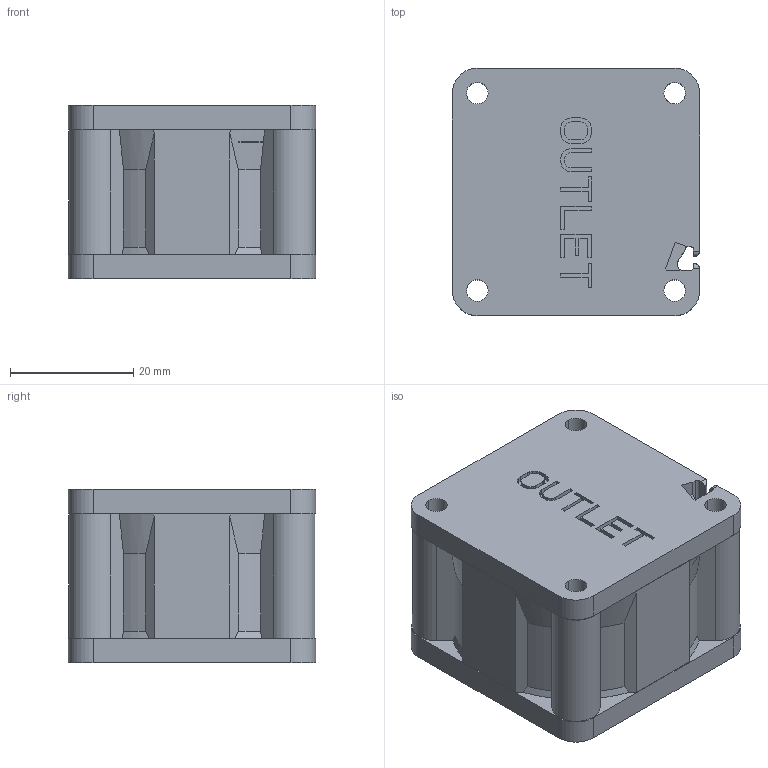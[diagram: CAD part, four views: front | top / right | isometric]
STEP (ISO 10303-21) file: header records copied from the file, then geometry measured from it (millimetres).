
FILE_DESCRIPTION((''),'2;1');
FILE_NAME('410022740004','2017-05-04T',('yiliang.gong'),(''),'CREO PARAMETRIC BY PTC INC, 2015080','CREO PARAMETRIC BY PTC INC, 2015080','');
FILE_SCHEMA(('CONFIG_CONTROL_DESIGN'));
Length unit declared in the file: millimetre
Products named in the file (1): 410022740004
Bounding box: 40.1 x 40.1 x 28.2 mm (x, y, z)
Volume: 40962.2 mm3; surface area: 9568.6 mm2
Topology: 1 solids, 2 shells, 288 faces, 823 edges, 553 vertices
Faces by surface type: plane 230, cylinder 42, cone 15, bspline 1
Entity records: 9489 total; most frequent: CARTESIAN_POINT 1893, ORIENTED_EDGE 1646, DIRECTION 1448, EDGE_CURVE 823, VECTOR 670, LINE 670, VERTEX_POINT 553, AXIS2_PLACEMENT_3D 389
